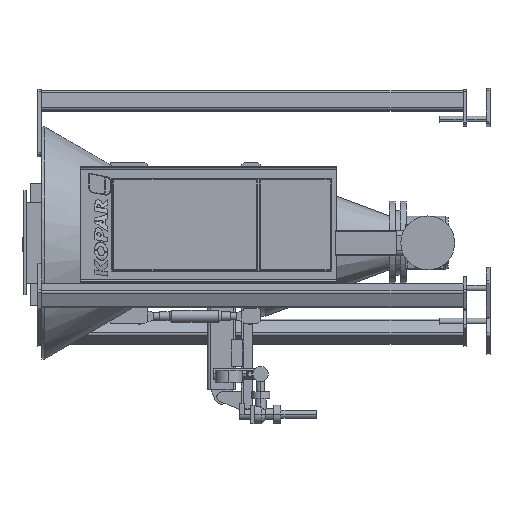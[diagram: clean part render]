
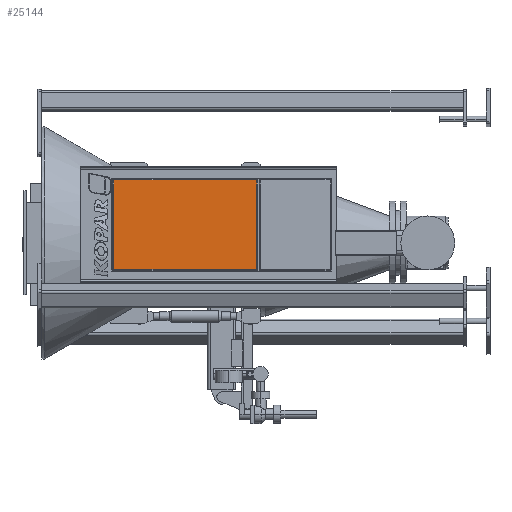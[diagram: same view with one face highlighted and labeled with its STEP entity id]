
A CAD part, left-side view. The second image highlights one B-rep face of the part: STEP entity #25144.
In plain terms, the highlighted planar face has unit normal (-1, 0, 0).
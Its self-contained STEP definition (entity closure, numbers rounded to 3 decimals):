
#604 = ORIENTED_EDGE ( 'NONE', *, *, #18752, .T. ) ;
#1047 = DIRECTION ( 'NONE',  ( 0., -1., 0. ) ) ;
#1356 = CARTESIAN_POINT ( 'NONE',  ( -404.913, 1205.823, 527.76 ) ) ;
#2505 = DIRECTION ( 'NONE',  ( -1., 0., 0. ) ) ;
#3765 = EDGE_CURVE ( 'Defeatured_2_32+Defeatured_2_56+Defeatured_2_51+Defeatured_2_52', #23637, #23706, #22655, .T. ) ;
#4720 = PLANE ( 'NONE',  #12800 ) ;
#5610 = EDGE_CURVE ( 'Defeatured_2_32+Defeatured_2_52+Defeatured_2_56+Defeatured_2_46', #23706, #14986, #15373, .T. ) ;
#5781 = VECTOR ( 'NONE', #9103, 1000. ) ;
#7571 = VECTOR ( 'NONE', #25637, 1000. ) ;
#9023 = CARTESIAN_POINT ( 'NONE',  ( -404.913, 621.823, 897.26 ) ) ;
#9103 = DIRECTION ( 'NONE',  ( 0., 0., -1. ) ) ;
#9755 = ORIENTED_EDGE ( 'NONE', *, *, #22831, .T. ) ;
#9947 = CARTESIAN_POINT ( 'NONE',  ( -404.913, 1211.323, 891.76 ) ) ;
#10149 = CARTESIAN_POINT ( 'NONE',  ( -404.913, 621.823, 891.76 ) ) ;
#10395 = ORIENTED_EDGE ( 'NONE', *, *, #5610, .T. ) ;
#10770 = ORIENTED_EDGE ( 'NONE', *, *, #3765, .T. ) ;
#11664 = FACE_OUTER_BOUND ( 'NONE', #17972, .T. ) ;
#12096 = CARTESIAN_POINT ( 'NONE',  ( -404.913, 1205.823, 891.76 ) ) ;
#12800 = AXIS2_PLACEMENT_3D ( 'NONE', #25817, #2505, #21456 ) ;
#13709 = CARTESIAN_POINT ( 'NONE',  ( -404.913, 616.323, 527.76 ) ) ;
#14332 = DIRECTION ( 'NONE',  ( 0., 1., 0. ) ) ;
#14374 = VECTOR ( 'NONE', #14332, 1000. ) ;
#14986 = VERTEX_POINT ( 'NONE', #26742 ) ;
#15373 = LINE ( 'NONE', #13709, #20358 ) ;
#17972 = EDGE_LOOP ( 'NONE', ( #9755, #10770, #10395, #604 ) ) ;
#18752 = EDGE_CURVE ( 'Defeatured_2_32+Defeatured_2_46+Defeatured_2_52+Defeatured_2_51', #14986, #26208, #21377, .T. ) ;
#20014 = LINE ( 'NONE', #9947, #14374 ) ;
#20358 = VECTOR ( 'NONE', #1047, 1000. ) ;
#21377 = LINE ( 'NONE', #9023, #7571 ) ;
#21456 = DIRECTION ( 'NONE',  ( 0., 0., 1. ) ) ;
#21830 = CARTESIAN_POINT ( 'NONE',  ( -404.913, 1205.823, 522.26 ) ) ;
#22655 = LINE ( 'NONE', #21830, #5781 ) ;
#22831 = EDGE_CURVE ( 'Defeatured_2_32+Defeatured_2_51+Defeatured_2_46+Defeatured_2_56', #26208, #23637, #20014, .T. ) ;
#23637 = VERTEX_POINT ( 'NONE', #12096 ) ;
#23706 = VERTEX_POINT ( 'NONE', #1356 ) ;
#25144 = ADVANCED_FACE ( 'Defeatured_2_32', ( #11664 ), #4720, .T. ) ;
#25637 = DIRECTION ( 'NONE',  ( 0., 0., 1. ) ) ;
#25817 = CARTESIAN_POINT ( 'NONE',  ( -404.913, 818.823, 709.76 ) ) ;
#26208 = VERTEX_POINT ( 'NONE', #10149 ) ;
#26742 = CARTESIAN_POINT ( 'NONE',  ( -404.913, 621.823, 527.76 ) ) ;
